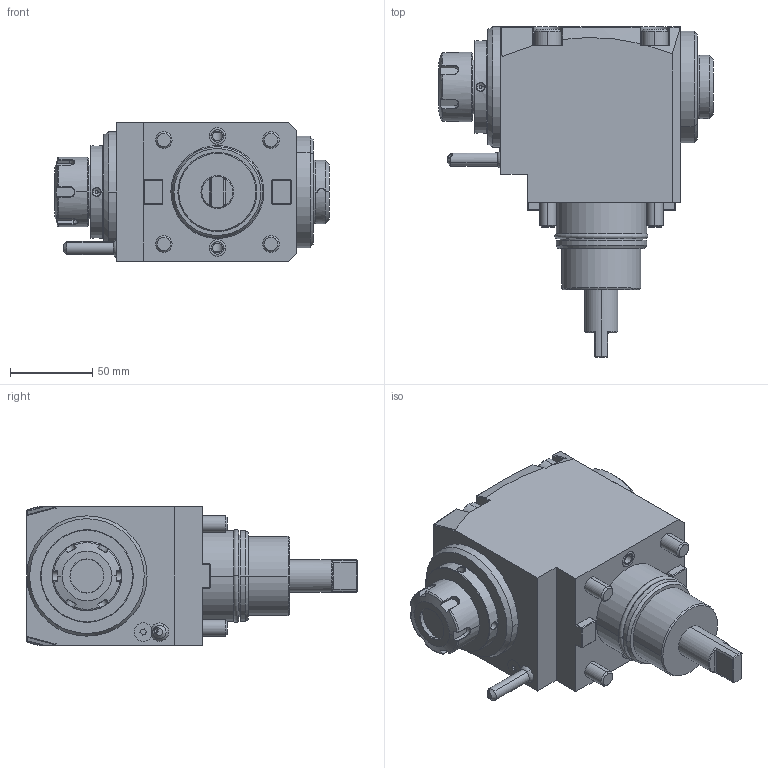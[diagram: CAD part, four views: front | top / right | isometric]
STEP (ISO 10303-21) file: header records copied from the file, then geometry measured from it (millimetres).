
FILE_DESCRIPTION((''),'2;1');
FILE_NAME('NGT2_55_201_25_3_3_70_BL','2022-08-30T',('vali'),('NOVA GRUP'),'PRO/ENGINEER BY PARAMETRIC TECHNOLOGY CORPORATION, 2010280','PRO/ENGINEER BY PARAMETRIC TECHNOLOGY CORPORATION, 2010280','');
FILE_SCHEMA(('CONFIG_CONTROL_DESIGN'));
Length unit declared in the file: millimetre
Products named in the file (1): NGT2_55_201_25_3_3_70_BL
Bounding box: 166.4 x 200.5 x 84 mm (x, y, z)
Volume: 1193954.8 mm3; surface area: 91191.5 mm2
Topology: 2 solids, 2 shells, 461 faces, 1099 edges, 674 vertices
Faces by surface type: plane 205, cylinder 114, cone 57, bspline 46, torus 24, extrusion 13, sphere 2
Entity records: 21748 total; most frequent: CARTESIAN_POINT 11572, ORIENTED_EDGE 2198, DIRECTION 1885, EDGE_CURVE 1099, VERTEX_POINT 674, AXIS2_PLACEMENT_3D 637, VECTOR 611, LINE 598
